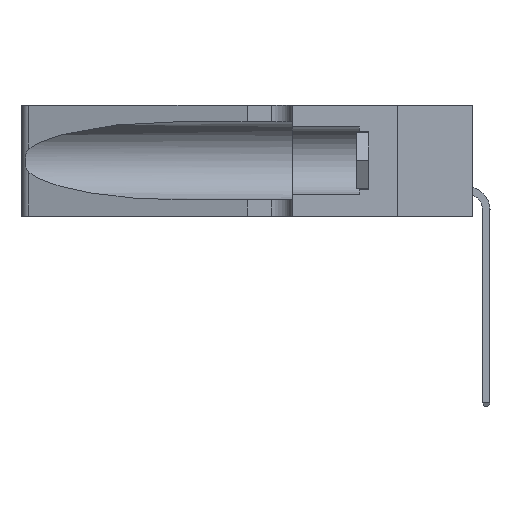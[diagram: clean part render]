
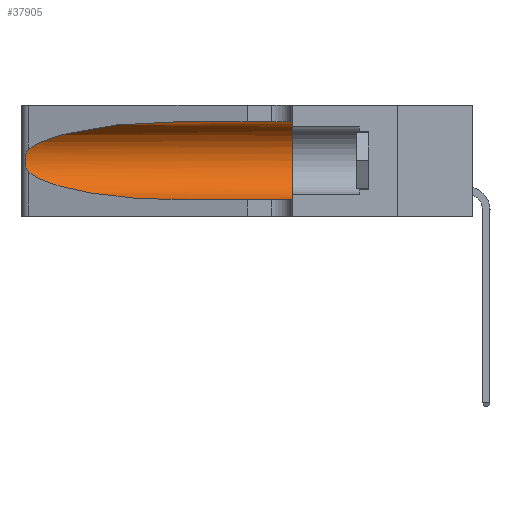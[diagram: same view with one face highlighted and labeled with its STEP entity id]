
A CAD part, left-side view. The second image highlights one B-rep face of the part: STEP entity #37905.
In plain terms, the highlighted cylindrical face has radius 3.308 mm (diameter 6.617 mm), a partial arc.
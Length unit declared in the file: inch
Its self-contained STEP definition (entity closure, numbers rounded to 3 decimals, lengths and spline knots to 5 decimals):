
#180 = VERTEX_POINT ( 'NONE', #15744 ) ;
#632 = DIRECTION ( 'NONE',  ( 0., 0., -1. ) ) ;
#668 = CARTESIAN_POINT ( 'NONE',  ( 0.26018, 1.23835, 0.19895 ) ) ;
#838 = CARTESIAN_POINT ( 'NONE',  ( 0.1305, 0.72297, 0.05475 ) ) ;
#1976 = EDGE_CURVE ( 'NONE', #44359, #3742, #23907, .T. ) ;
#2542 = EDGE_CURVE ( 'NONE', #180, #28149, #13725, .T. ) ;
#3216 = CARTESIAN_POINT ( 'NONE',  ( 0.25487, 1.22718, 0.14631 ) ) ;
#3619 = CARTESIAN_POINT ( 'NONE',  ( 0.25854, 1.2359, 0.20912 ) ) ;
#3742 = VERTEX_POINT ( 'NONE', #39789 ) ;
#3876 = CARTESIAN_POINT ( 'NONE',  ( 0.1305, 1.61858, 0.31525 ) ) ;
#4619 = CARTESIAN_POINT ( 'NONE',  ( 0.1305, 1.61858, 0.05475 ) ) ;
#6338 = ORIENTED_EDGE ( 'NONE', *, *, #48137, .F. ) ;
#6384 = VERTEX_POINT ( 'NONE', #3216 ) ;
#10295 = CARTESIAN_POINT ( 'NONE',  ( 0.2373, 1.15595, 0.28018 ) ) ;
#10854 = DIRECTION ( 'NONE',  ( 0., 0., 1. ) ) ;
#11987 = DIRECTION ( 'NONE',  ( 0., -1., 0. ) ) ;
#12236 = CARTESIAN_POINT ( 'NONE',  ( 0.25639, 1.23186, 0.15144 ) ) ;
#12560 = CARTESIAN_POINT ( 'NONE',  ( 0.26075, 1.23896, 0.178 ) ) ;
#13725 = LINE ( 'NONE', #4619, #40959 ) ;
#15508 = ORIENTED_EDGE ( 'NONE', *, *, #31264, .T. ) ;
#15744 = CARTESIAN_POINT ( 'NONE',  ( 0.1305, 0.72297, 0.05475 ) ) ;
#16449 = CARTESIAN_POINT ( 'NONE',  ( 0.25856, 1.23593, 0.16098 ) ) ;
#20129 = CYLINDRICAL_SURFACE ( 'NONE', #39701, 0.13025 ) ;
#20664 = CARTESIAN_POINT ( 'NONE',  ( 0.26017, 1.23833, 0.17102 ) ) ;
#21894 = DIRECTION ( 'NONE',  ( 0., 1., 0. ) ) ;
#22265 = CARTESIAN_POINT ( 'NONE',  ( 0.18966, 0.96281, 0.31525 ) ) ;
#23715 = CIRCLE ( 'NONE', #33968, 0.13025 ) ;
#23907 = LINE ( 'NONE', #3876, #31500 ) ;
#23927 = CARTESIAN_POINT ( 'NONE',  ( 0.1305, 0.72297, 0.31525 ) ) ;
#24050 = CARTESIAN_POINT ( 'NONE',  ( 0.18966, 0.96281, 0.05475 ) ) ;
#26326 =( BOUNDED_CURVE ( )  B_SPLINE_CURVE ( 3, ( #34499, #22265, #10295, #38580 ),
 .UNSPECIFIED., .F., .F. ) 
 B_SPLINE_CURVE_WITH_KNOTS ( ( 4, 4 ),
 ( 1.5708, 2.84003 ),
 .UNSPECIFIED. ) 
 CURVE ( )  GEOMETRIC_REPRESENTATION_ITEM ( )  RATIONAL_B_SPLINE_CURVE ( ( 1., 0.87, 0.87, 1. ) ) 
 REPRESENTATION_ITEM ( '' )  );
#27952 = ORIENTED_EDGE ( 'NONE', *, *, #41196, .T. ) ;
#28149 = VERTEX_POINT ( 'NONE', #46388 ) ;
#28906 = CARTESIAN_POINT ( 'NONE',  ( 0.26075, 1.23896, 0.19203 ) ) ;
#29488 = CARTESIAN_POINT ( 'NONE',  ( 0.25555, 1.22994, 0.2215 ) ) ;
#31264 = EDGE_CURVE ( 'NONE', #6384, #180, #35798, .T. ) ;
#31400 = EDGE_LOOP ( 'NONE', ( #27952, #42474, #15508, #32527, #6338, #51214 ) ) ;
#31485 = FACE_OUTER_BOUND ( 'NONE', #31400, .T. ) ;
#31500 = VECTOR ( 'NONE', #11987, 39.37008 ) ;
#31854 = B_SPLINE_CURVE_WITH_KNOTS ( 'NONE', 3,
 ( #37455, #29488, #40204, #43800, #3619, #668, #28906, #12560, #20664, #16449, #32938, #12236, #37056, #48850 ),
 .UNSPECIFIED., .F., .F.,
 ( 4, 2, 2, 2, 2, 2, 4 ),
 ( 0., 0.00027, 0.00053, 0.00107, 0.0016, 0.00187, 0.00214 ),
 .UNSPECIFIED. ) ;
#31995 = CARTESIAN_POINT ( 'NONE',  ( 0.2373, 1.15595, 0.08982 ) ) ;
#32527 = ORIENTED_EDGE ( 'NONE', *, *, #2542, .T. ) ;
#32938 = CARTESIAN_POINT ( 'NONE',  ( 0.25789, 1.23486, 0.15765 ) ) ;
#33968 = AXIS2_PLACEMENT_3D ( 'NONE', #34848, #21894, #10854 ) ;
#34499 = CARTESIAN_POINT ( 'NONE',  ( 0.1305, 0.72297, 0.31525 ) ) ;
#34503 = CARTESIAN_POINT ( 'NONE',  ( 0.25487, 1.22718, 0.22369 ) ) ;
#34848 = CARTESIAN_POINT ( 'NONE',  ( 0.1305, 0.35, 0.185 ) ) ;
#34862 = VERTEX_POINT ( 'NONE', #34503 ) ;
#35798 =( BOUNDED_CURVE ( )  B_SPLINE_CURVE ( 3, ( #36751, #31995, #24050, #838 ),
 .UNSPECIFIED., .F., .F. ) 
 B_SPLINE_CURVE_WITH_KNOTS ( ( 4, 4 ),
 ( 3.44316, 4.71239 ),
 .UNSPECIFIED. ) 
 CURVE ( )  GEOMETRIC_REPRESENTATION_ITEM ( )  RATIONAL_B_SPLINE_CURVE ( ( 1., 0.87, 0.87, 1. ) ) 
 REPRESENTATION_ITEM ( '' )  );
#36751 = CARTESIAN_POINT ( 'NONE',  ( 0.25487, 1.22718, 0.14631 ) ) ;
#37056 = CARTESIAN_POINT ( 'NONE',  ( 0.25555, 1.22993, 0.14849 ) ) ;
#37455 = CARTESIAN_POINT ( 'NONE',  ( 0.25487, 1.22718, 0.22369 ) ) ;
#37905 = ADVANCED_FACE ( 'NONE', ( #31485 ), #20129, .F. ) ;
#38580 = CARTESIAN_POINT ( 'NONE',  ( 0.25487, 1.22718, 0.22369 ) ) ;
#39701 = AXIS2_PLACEMENT_3D ( 'NONE', #49134, #49471, #632 ) ;
#39789 = CARTESIAN_POINT ( 'NONE',  ( 0.1305, 0.35, 0.31525 ) ) ;
#40204 = CARTESIAN_POINT ( 'NONE',  ( 0.25639, 1.23184, 0.21858 ) ) ;
#40959 = VECTOR ( 'NONE', #41217, 39.37008 ) ;
#41196 = EDGE_CURVE ( 'NONE', #44359, #34862, #26326, .T. ) ;
#41217 = DIRECTION ( 'NONE',  ( 0., -1., 0. ) ) ;
#41754 = EDGE_CURVE ( 'NONE', #34862, #6384, #31854, .T. ) ;
#42474 = ORIENTED_EDGE ( 'NONE', *, *, #41754, .T. ) ;
#43800 = CARTESIAN_POINT ( 'NONE',  ( 0.25787, 1.23484, 0.2124 ) ) ;
#44359 = VERTEX_POINT ( 'NONE', #23927 ) ;
#46388 = CARTESIAN_POINT ( 'NONE',  ( 0.1305, 0.35, 0.05475 ) ) ;
#48137 = EDGE_CURVE ( 'NONE', #3742, #28149, #23715, .T. ) ;
#48850 = CARTESIAN_POINT ( 'NONE',  ( 0.25487, 1.22718, 0.14631 ) ) ;
#49134 = CARTESIAN_POINT ( 'NONE',  ( 0.1305, 1.61858, 0.185 ) ) ;
#49471 = DIRECTION ( 'NONE',  ( 0., -1., 0. ) ) ;
#51214 = ORIENTED_EDGE ( 'NONE', *, *, #1976, .F. ) ;
